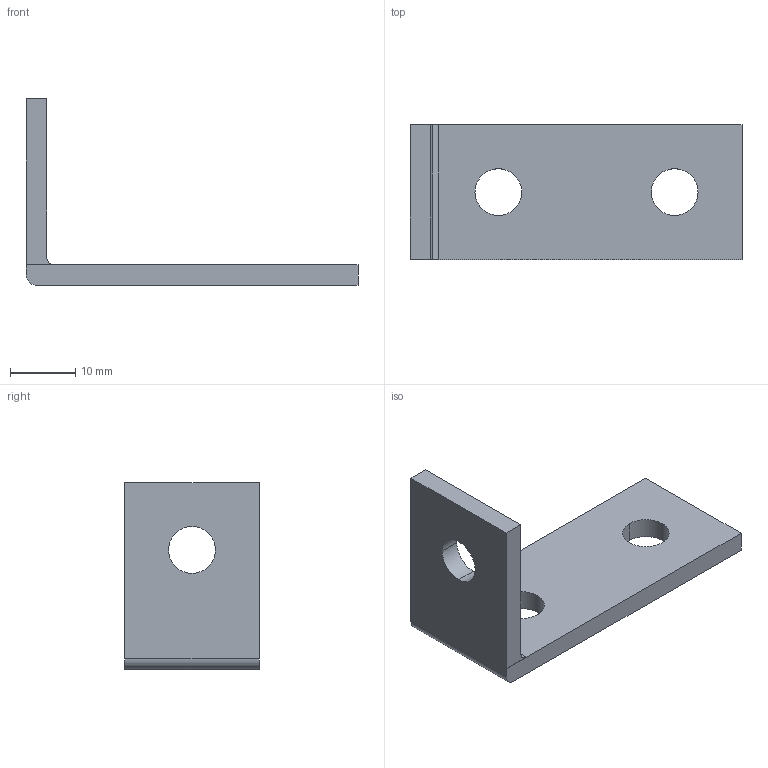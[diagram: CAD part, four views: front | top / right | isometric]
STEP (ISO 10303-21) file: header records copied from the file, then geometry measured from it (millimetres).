
FILE_DESCRIPTION(('TurboCAD Mac Pro'),'Build 980');
FILE_NAME('P6069.stp',' ',(''),(''),'ACIS Interop','IMSI','TurboCAD Mac Pro BY IMSI, INCORPORATED');
FILE_SCHEMA(('automotive_design'));
Length unit declared in the file: inch
Products named in the file (1): 1
Bounding box: 50.8 x 20.64 x 28.57 mm (x, y, z)
Volume: 4604.5 mm3; surface area: 3707.9 mm2
Topology: 1 solids, 1 shells, 25 faces, 69 edges, 46 vertices
Faces by surface type: bspline 12, plane 9, cylinder 4
Entity records: 1099 total; most frequent: CARTESIAN_POINT 297, ORIENTED_EDGE 138, DIRECTION 81, EDGE_CURVE 69, VERTEX_POINT 46, LINE 37, VECTOR 37, EDGE_LOOP 31
